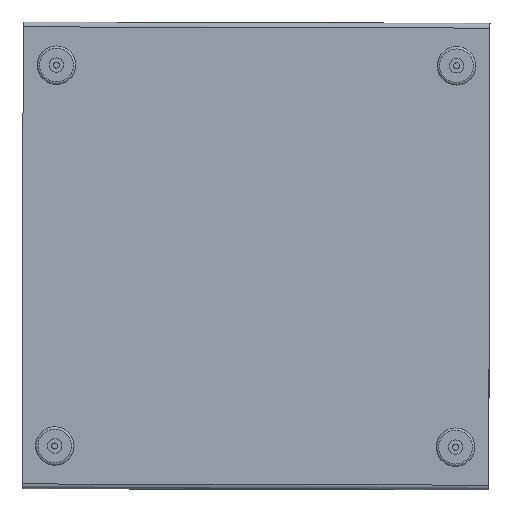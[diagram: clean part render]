
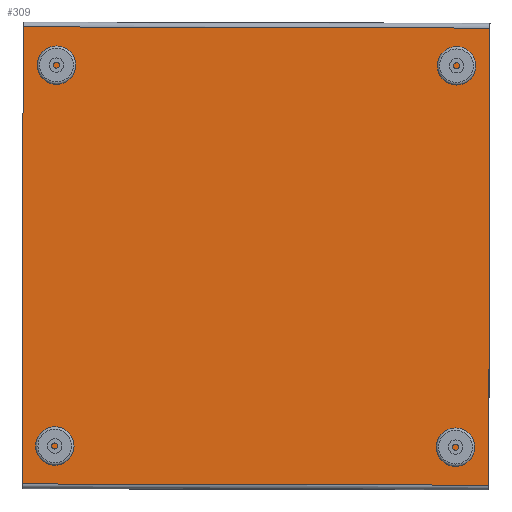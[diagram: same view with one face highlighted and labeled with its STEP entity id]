
A CAD part, front view. The second image highlights one B-rep face of the part: STEP entity #309.
In plain terms, the highlighted planar face has unit normal (0, -1, 0).
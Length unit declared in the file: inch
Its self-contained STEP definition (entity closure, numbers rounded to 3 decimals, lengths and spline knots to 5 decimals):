
#48=PLANE('',#341);
#62=FACE_OUTER_BOUND('',#81,.T.);
#81=EDGE_LOOP('',(#248,#249,#250,#251));
#112=LINE('',#526,#130);
#113=LINE('',#529,#131);
#114=LINE('',#531,#132);
#115=LINE('',#532,#133);
#130=VECTOR('',#415,24.25);
#131=VECTOR('',#418,23.75);
#132=VECTOR('',#419,24.25);
#133=VECTOR('',#420,23.75);
#170=VERTEX_POINT('',#519);
#173=VERTEX_POINT('',#524);
#174=VERTEX_POINT('',#528);
#175=VERTEX_POINT('',#530);
#204=EDGE_CURVE('',#173,#170,#112,.T.);
#205=EDGE_CURVE('',#174,#173,#113,.T.);
#206=EDGE_CURVE('',#175,#174,#114,.T.);
#207=EDGE_CURVE('',#175,#170,#115,.T.);
#248=ORIENTED_EDGE('',*,*,#204,.F.);
#249=ORIENTED_EDGE('',*,*,#205,.F.);
#250=ORIENTED_EDGE('',*,*,#206,.F.);
#251=ORIENTED_EDGE('',*,*,#207,.T.);
#309=ADVANCED_FACE('',(#62),#48,.T.);
#341=AXIS2_PLACEMENT_3D('',#527,#416,#417);
#415=DIRECTION('',(-1.,0.,0.));
#416=DIRECTION('center_axis',(0.,-1.,0.));
#417=DIRECTION('ref_axis',(-1.,0.,0.));
#418=DIRECTION('',(0.,0.,-1.));
#419=DIRECTION('',(1.,0.,0.));
#420=DIRECTION('',(0.,0.,-1.));
#519=CARTESIAN_POINT('',(4.8815,-13.62314,-24.));
#524=CARTESIAN_POINT('',(29.1315,-13.62314,-24.));
#526=CARTESIAN_POINT('',(23.07015,-13.62314,-24.));
#527=CARTESIAN_POINT('Origin',(29.1315,-13.62314,0.));
#528=CARTESIAN_POINT('',(29.1315,-13.62314,-0.25));
#529=CARTESIAN_POINT('',(29.1315,-13.62314,0.));
#530=CARTESIAN_POINT('',(4.8815,-13.62314,-0.25));
#531=CARTESIAN_POINT('',(23.07015,-13.62314,-0.25));
#532=CARTESIAN_POINT('',(4.8815,-13.62314,0.));
